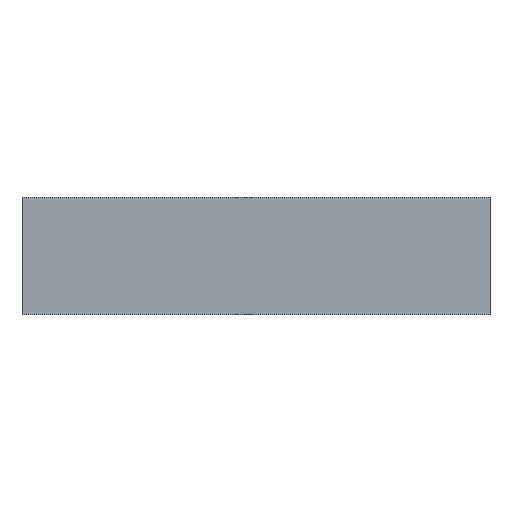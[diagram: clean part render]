
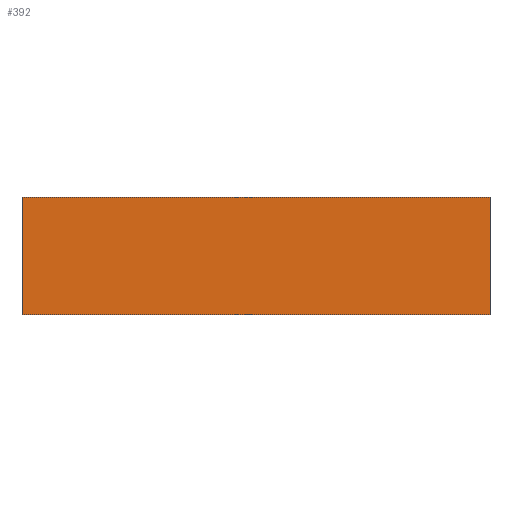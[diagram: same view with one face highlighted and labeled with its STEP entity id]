
A CAD part, front view. The second image highlights one B-rep face of the part: STEP entity #392.
In plain terms, the highlighted planar face has unit normal (0, -1, 0).
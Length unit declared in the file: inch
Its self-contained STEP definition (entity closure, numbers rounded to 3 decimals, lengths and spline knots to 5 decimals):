
#274=CARTESIAN_POINT('',(-0.5,-0.75,0.25));
#275=VERTEX_POINT('',#274);
#292=CARTESIAN_POINT('',(-0.5,-0.75,0.0));
#293=VERTEX_POINT('',#292);
#300=CARTESIAN_POINT('',(-0.5,-0.75,0.0));
#301=DIRECTION('',(0.0,0.0,1.0));
#302=VECTOR('',#301,0.25);
#303=LINE('',#300,#302);
#304=EDGE_CURVE('',#293,#275,#303,.T.);
#345=CARTESIAN_POINT('',(0.5,-0.75,0.25));
#346=VERTEX_POINT('',#345);
#353=CARTESIAN_POINT('',(0.5,-0.75,0.0));
#354=VERTEX_POINT('',#353);
#355=CARTESIAN_POINT('',(0.5,-0.75,0.0));
#356=DIRECTION('',(0.0,0.0,1.0));
#357=VECTOR('',#356,0.25);
#358=LINE('',#355,#357);
#359=EDGE_CURVE('',#354,#346,#358,.T.);
#371=CARTESIAN_POINT('',(0.5,-0.75,0.0));
#372=DIRECTION('',(0.0,-1.0,0.0));
#373=DIRECTION('',(0.0,0.0,-1.0));
#374=AXIS2_PLACEMENT_3D('',#371,#372,#373);
#375=PLANE('',#374);
#376=CARTESIAN_POINT('',(0.5,-0.75,0.25));
#377=DIRECTION('',(-1.0,0.0,0.0));
#378=VECTOR('',#377,1.0);
#379=LINE('',#376,#378);
#380=EDGE_CURVE('',#346,#275,#379,.T.);
#381=ORIENTED_EDGE('',*,*,#380,.T.);
#382=ORIENTED_EDGE('',*,*,#304,.F.);
#383=CARTESIAN_POINT('',(-0.5,-0.75,0.0));
#384=DIRECTION('',(1.0,0.0,0.0));
#385=VECTOR('',#384,1.0);
#386=LINE('',#383,#385);
#387=EDGE_CURVE('',#293,#354,#386,.T.);
#388=ORIENTED_EDGE('',*,*,#387,.T.);
#389=ORIENTED_EDGE('',*,*,#359,.T.);
#390=EDGE_LOOP('',(#381,#382,#388,#389));
#391=FACE_OUTER_BOUND('',#390,.T.);
#392=ADVANCED_FACE('',(#391),#375,.T.);
